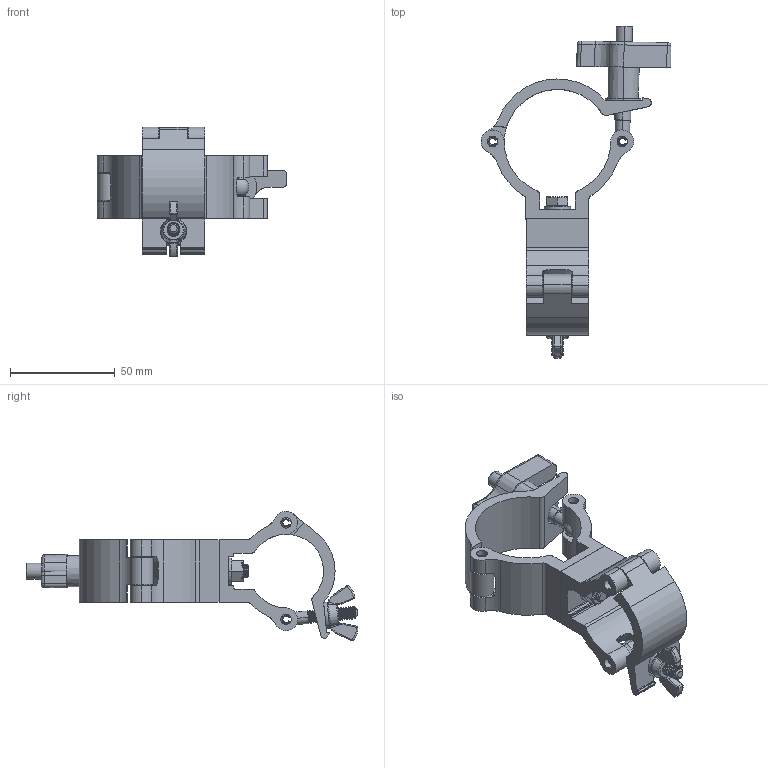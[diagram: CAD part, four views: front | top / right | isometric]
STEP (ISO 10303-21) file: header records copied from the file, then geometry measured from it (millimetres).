
FILE_DESCRIPTION (( 'STEP AP203' ), '1' );
FILE_NAME ('T58134 & T5813401.STEP', '2018-08-08T14:47:37', ( '' ), ( '' ), 'SwSTEP 2.0', 'SolidWorks 2016', '' );
FILE_SCHEMA (( 'CONFIG_CONTROL_DESIGN' ));
Length unit declared in the file: millimetre
Products named in the file (20): T78018; Doughty Knob_S3136; Hex Screw GradeC_Doughty Fastners_ISO 4018 - M6 x 20-WS; TH2007_TH2007 - 30MM WIDE; TH2008_TH2008 - 30MM WIDE; TH1819_NO STAMPING; TH1820_TH3583; T78010_Spaced for T58970; TH1821; TH651_TH3581; A Washer_Bright washer BS 4320 - M6 (Form A); TH2003; T58134 & T5813401; Binx Nut_M6YELL; TH3449; F771; TH2004; F880_F880 M6 Wing Nut; TH376_TH376; B Washer_Bright washer BS 4320 - M8 (Form B)
Assembly tree (24 placements, depth 3):
  T58134 & T5813401
    TH651_TH3581
      TH2007_TH2007 - 30MM WIDE
    TH376_TH376
      TH2008_TH2008 - 30MM WIDE
    T78018
      TH3449
      B Washer_Bright washer BS 4320 - M8 (Form B)
      Doughty Knob_S3136
    F771  x4
    TH1820_TH3583
      TH2004
    TH1819_NO STAMPING
      TH2003
    T78010_Spaced for T58970
      TH1821
      F880_F880 M6 Wing Nut
      A Washer_Bright washer BS 4320 - M6 (Form A)
    A Washer_Bright washer BS 4320 - M6 (Form A)  x2
    Hex Screw GradeC_Doughty Fastners_ISO 4018 - M6 x 20-WS
    Binx Nut_M6YELL
Bounding box: 90.51 x 158.17 x 61.66 mm (x, y, z)
Volume: 70959.7 mm3; surface area: 41213.8 mm2
Topology: 18 solids, 18 shells, 894 faces, 2105 edges, 1260 vertices
Faces by surface type: cone 274, cylinder 226, torus 191, plane 163, bspline 40
Entity records: 27461 total; most frequent: CARTESIAN_POINT 5622, DIRECTION 4550, ORIENTED_EDGE 3918, EDGE_CURVE 1959, AXIS2_PLACEMENT_3D 1930, VERTEX_POINT 1172, CIRCLE 1103, EDGE_LOOP 893
